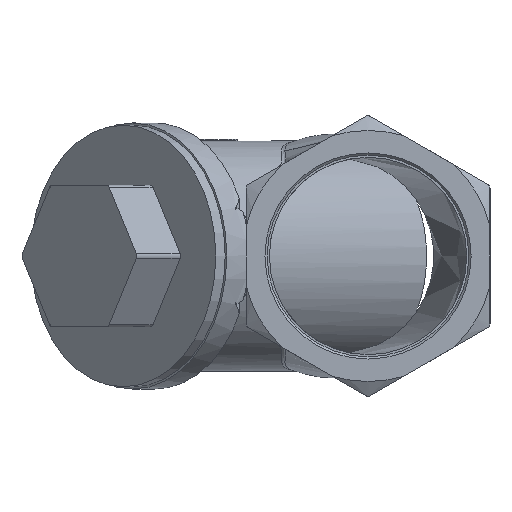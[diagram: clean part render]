
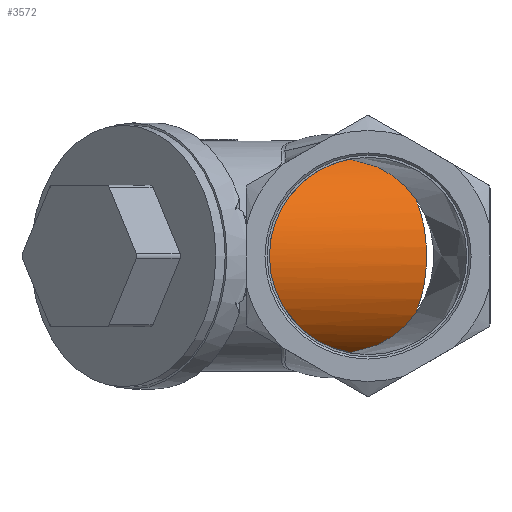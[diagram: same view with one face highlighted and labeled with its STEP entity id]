
A CAD part, left-side view. The second image highlights one B-rep face of the part: STEP entity #3572.
In plain terms, the highlighted cylindrical face has radius 26 mm (diameter 52 mm), a partial arc.
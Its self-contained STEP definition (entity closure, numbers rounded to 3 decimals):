
#161=CIRCLE('',#3901,26.);
#233=CYLINDRICAL_SURFACE('',#3902,26.);
#916=FACE_OUTER_BOUND('',#1120,.T.);
#1120=EDGE_LOOP('',(#3063,#3064,#3065,#3066,#3067,#3068,#3069));
#1271=B_SPLINE_CURVE_WITH_KNOTS('',3,(#7717,#7718,#7719,#7720,#7721,#7722,
#7723,#7724,#7725,#7726,#7727,#7728),.UNSPECIFIED.,.F.,.F.,(4,2,2,2,2,4),
(-1.968,-1.47,-1.195,-0.955,
-0.586,0.),.UNSPECIFIED.);
#1272=B_SPLINE_CURVE_WITH_KNOTS('',3,(#7730,#7731,#7732,#7733,#7734,#7735,
#7736,#7737,#7738,#7739,#7740,#7741,#7742,#7743),.UNSPECIFIED.,.F.,.F.,
(4,2,2,2,2,2,4),(-7.059,-6.821,-6.188,-5.864,
-5.598,-5.176,-4.851),.UNSPECIFIED.);
#1273=B_SPLINE_CURVE_WITH_KNOTS('',3,(#7745,#7746,#7747,#7748,#7749,#7750,
#7751,#7752,#7753,#7754),.UNSPECIFIED.,.F.,.F.,(4,2,2,2,4),(-2.017,
-1.383,-1.059,-0.553,0.),
 .UNSPECIFIED.);
#1274=B_SPLINE_CURVE_WITH_KNOTS('',3,(#7756,#7757,#7758,#7759,#7760,#7761,
#7762,#7763,#7764,#7765,#7766,#7767,#7768,#7769,#7770,#7771,#7772,#7773,
#7774,#7775,#7776,#7777,#7778,#7779,#7780,#7781),.UNSPECIFIED.,.F.,.F.,
(4,2,2,2,2,2,2,2,2,2,2,2,4),(1.119,1.128,1.692,
2.256,2.78,3.043,3.305,3.567,
3.829,4.354,4.918,5.482,5.491),
 .UNSPECIFIED.);
#1275=B_SPLINE_CURVE_WITH_KNOTS('',3,(#7783,#7784,#7785,#7786,#7787,#7788,
#7789,#7790,#7791,#7792),.UNSPECIFIED.,.F.,.F.,(4,2,2,2,4),(-2.898,
-2.342,-1.732,-0.698,0.),
 .UNSPECIFIED.);
#1276=B_SPLINE_CURVE_WITH_KNOTS('',3,(#7793,#7794,#7795,#7796),
 .UNSPECIFIED.,.F.,.F.,(4,4),(-3.201,-2.898),
 .UNSPECIFIED.);
#1603=VERTEX_POINT('',#7685);
#1606=VERTEX_POINT('',#7705);
#1607=VERTEX_POINT('',#7716);
#1608=VERTEX_POINT('',#7729);
#1609=VERTEX_POINT('',#7744);
#1610=VERTEX_POINT('',#7755);
#1611=VERTEX_POINT('',#7782);
#2111=EDGE_CURVE('',#1606,#1603,#161,.T.);
#2112=EDGE_CURVE('',#1603,#1607,#1271,.T.);
#2113=EDGE_CURVE('',#1608,#1606,#1272,.T.);
#2114=EDGE_CURVE('',#1609,#1608,#1273,.T.);
#2115=EDGE_CURVE('',#1610,#1609,#1274,.T.);
#2116=EDGE_CURVE('',#1611,#1610,#1275,.T.);
#2117=EDGE_CURVE('',#1607,#1611,#1276,.T.);
#3063=ORIENTED_EDGE('',*,*,#2112,.F.);
#3064=ORIENTED_EDGE('',*,*,#2111,.F.);
#3065=ORIENTED_EDGE('',*,*,#2113,.F.);
#3066=ORIENTED_EDGE('',*,*,#2114,.F.);
#3067=ORIENTED_EDGE('',*,*,#2115,.F.);
#3068=ORIENTED_EDGE('',*,*,#2116,.F.);
#3069=ORIENTED_EDGE('',*,*,#2117,.F.);
#3572=ADVANCED_FACE('',(#916),#233,.T.);
#3901=AXIS2_PLACEMENT_3D('',#7714,#4675,#4676);
#3902=AXIS2_PLACEMENT_3D('',#7715,#4677,#4678);
#4675=DIRECTION('center_axis',(0.707,-0.707,0.));
#4676=DIRECTION('ref_axis',(0.,0.,
1.));
#4677=DIRECTION('center_axis',(-0.707,0.707,0.));
#4678=DIRECTION('ref_axis',(0.,0.,
1.));
#7685=CARTESIAN_POINT('',(62.403,-10.597,-13.398));
#7705=CARTESIAN_POINT('',(62.403,-10.597,13.398));
#7714=CARTESIAN_POINT('Origin',(78.158,5.159,0.));
#7715=CARTESIAN_POINT('Origin',(35.909,47.409,0.));
#7716=CARTESIAN_POINT('',(58.75,5.287,-22.139));
#7717=CARTESIAN_POINT('Ctrl Pts',(62.403,-10.597,-13.398));
#7718=CARTESIAN_POINT('Ctrl Pts',(62.552,-9.612,-14.732));
#7719=CARTESIAN_POINT('Ctrl Pts',(62.688,-8.48,-15.947));
#7720=CARTESIAN_POINT('Ctrl Pts',(62.759,-6.517,-17.608));
#7721=CARTESIAN_POINT('Ctrl Pts',(62.756,-5.781,-18.153));
#7722=CARTESIAN_POINT('Ctrl Pts',(62.664,-4.342,-19.079));
#7723=CARTESIAN_POINT('Ctrl Pts',(62.587,-3.652,-19.468));
#7724=CARTESIAN_POINT('Ctrl Pts',(62.275,-1.861,-20.357));
#7725=CARTESIAN_POINT('Ctrl Pts',(61.982,-0.762,-20.789));
#7726=CARTESIAN_POINT('Ctrl Pts',(60.9,2.086,-21.684));
#7727=CARTESIAN_POINT('Ctrl Pts',(59.949,3.75,-21.992));
#7728=CARTESIAN_POINT('Ctrl Pts',(58.75,5.287,-22.139));
#7729=CARTESIAN_POINT('',(58.75,5.287,22.139));
#7730=CARTESIAN_POINT('Ctrl Pts',(58.75,5.287,22.139));
#7731=CARTESIAN_POINT('Ctrl Pts',(59.182,4.733,22.086));
#7732=CARTESIAN_POINT('Ctrl Pts',(59.584,4.16,22.011));
#7733=CARTESIAN_POINT('Ctrl Pts',(60.936,1.998,21.645));
#7734=CARTESIAN_POINT('Ctrl Pts',(61.652,0.347,21.212));
#7735=CARTESIAN_POINT('Ctrl Pts',(62.34,-2.199,20.193));
#7736=CARTESIAN_POINT('Ctrl Pts',(62.5,-3.048,19.791));
#7737=CARTESIAN_POINT('Ctrl Pts',(62.685,-4.563,18.946));
#7738=CARTESIAN_POINT('Ctrl Pts',(62.729,-5.226,18.526));
#7739=CARTESIAN_POINT('Ctrl Pts',(62.767,-6.879,17.344));
#7740=CARTESIAN_POINT('Ctrl Pts',(62.718,-7.825,16.531));
#7741=CARTESIAN_POINT('Ctrl Pts',(62.576,-9.363,14.952));
#7742=CARTESIAN_POINT('Ctrl Pts',(62.493,-10.001,14.205));
#7743=CARTESIAN_POINT('Ctrl Pts',(62.403,-10.597,13.398));
#7744=CARTESIAN_POINT('',(37.964,15.893,15.558));
#7745=CARTESIAN_POINT('Ctrl Pts',(37.964,15.893,15.558));
#7746=CARTESIAN_POINT('Ctrl Pts',(41.648,14.243,17.483));
#7747=CARTESIAN_POINT('Ctrl Pts',(43.764,13.944,18.721));
#7748=CARTESIAN_POINT('Ctrl Pts',(46.996,13.212,20.238));
#7749=CARTESIAN_POINT('Ctrl Pts',(48.186,12.909,20.726));
#7750=CARTESIAN_POINT('Ctrl Pts',(51.71,11.463,21.779));
#7751=CARTESIAN_POINT('Ctrl Pts',(53.522,10.249,22.023));
#7752=CARTESIAN_POINT('Ctrl Pts',(56.269,8.07,22.271));
#7753=CARTESIAN_POINT('Ctrl Pts',(57.619,6.736,22.278));
#7754=CARTESIAN_POINT('Ctrl Pts',(58.75,5.287,22.139));
#7755=CARTESIAN_POINT('',(37.964,15.893,-15.558));
#7756=CARTESIAN_POINT('Ctrl Pts',(37.964,15.893,-15.558));
#7757=CARTESIAN_POINT('Ctrl Pts',(37.936,15.906,-15.544));
#7758=CARTESIAN_POINT('Ctrl Pts',(37.908,15.92,-15.53));
#7759=CARTESIAN_POINT('Ctrl Pts',(36.204,16.739,-14.689));
#7760=CARTESIAN_POINT('Ctrl Pts',(34.57,17.512,-13.767));
#7761=CARTESIAN_POINT('Ctrl Pts',(31.501,18.947,-11.713));
#7762=CARTESIAN_POINT('Ctrl Pts',(30.067,19.61,-10.583));
#7763=CARTESIAN_POINT('Ctrl Pts',(27.622,20.734,-8.149));
#7764=CARTESIAN_POINT('Ctrl Pts',(26.458,21.264,-6.718));
#7765=CARTESIAN_POINT('Ctrl Pts',(25.21,21.832,-4.321));
#7766=CARTESIAN_POINT('Ctrl Pts',(24.875,21.983,-3.48));
#7767=CARTESIAN_POINT('Ctrl Pts',(24.424,22.188,-1.756));
#7768=CARTESIAN_POINT('Ctrl Pts',(24.308,22.24,-0.874));
#7769=CARTESIAN_POINT('Ctrl Pts',(24.308,22.24,0.874));
#7770=CARTESIAN_POINT('Ctrl Pts',(24.424,22.188,1.756));
#7771=CARTESIAN_POINT('Ctrl Pts',(24.875,21.983,3.48));
#7772=CARTESIAN_POINT('Ctrl Pts',(25.21,21.832,4.321));
#7773=CARTESIAN_POINT('Ctrl Pts',(26.458,21.264,6.718));
#7774=CARTESIAN_POINT('Ctrl Pts',(27.622,20.734,8.149));
#7775=CARTESIAN_POINT('Ctrl Pts',(30.067,19.61,10.583));
#7776=CARTESIAN_POINT('Ctrl Pts',(31.501,18.947,11.713));
#7777=CARTESIAN_POINT('Ctrl Pts',(34.57,17.512,13.767));
#7778=CARTESIAN_POINT('Ctrl Pts',(36.204,16.739,14.689));
#7779=CARTESIAN_POINT('Ctrl Pts',(37.908,15.92,15.53));
#7780=CARTESIAN_POINT('Ctrl Pts',(37.936,15.906,15.544));
#7781=CARTESIAN_POINT('Ctrl Pts',(37.964,15.893,15.558));
#7782=CARTESIAN_POINT('',(56.924,7.347,-22.24));
#7783=CARTESIAN_POINT('Ctrl Pts',(56.924,7.347,-22.24));
#7784=CARTESIAN_POINT('Ctrl Pts',(55.741,8.53,-22.24));
#7785=CARTESIAN_POINT('Ctrl Pts',(54.45,9.57,-22.134));
#7786=CARTESIAN_POINT('Ctrl Pts',(51.745,11.36,-21.723));
#7787=CARTESIAN_POINT('Ctrl Pts',(50.407,12.031,-21.413));
#7788=CARTESIAN_POINT('Ctrl Pts',(46.888,13.368,-20.286));
#7789=CARTESIAN_POINT('Ctrl Pts',(45.079,13.581,-19.358));
#7790=CARTESIAN_POINT('Ctrl Pts',(41.382,14.534,-17.374));
#7791=CARTESIAN_POINT('Ctrl Pts',(39.881,15.034,-16.56));
#7792=CARTESIAN_POINT('Ctrl Pts',(37.964,15.893,-15.558));
#7793=CARTESIAN_POINT('Ctrl Pts',(58.75,5.287,-22.139));
#7794=CARTESIAN_POINT('Ctrl Pts',(58.185,6.011,-22.208));
#7795=CARTESIAN_POINT('Ctrl Pts',(57.571,6.7,-22.24));
#7796=CARTESIAN_POINT('Ctrl Pts',(56.924,7.347,-22.24));
